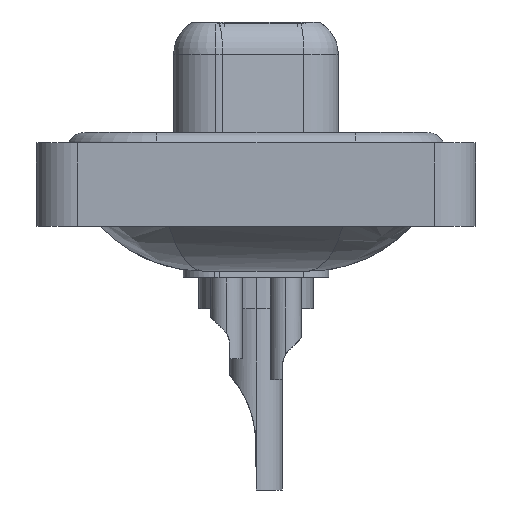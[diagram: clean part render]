
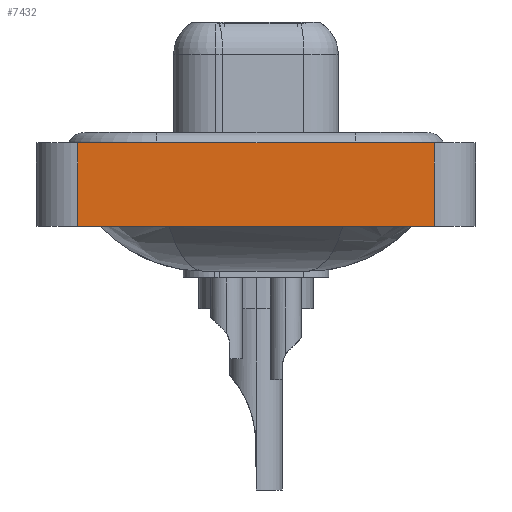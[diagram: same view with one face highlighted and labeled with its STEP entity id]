
A CAD part, left-side view. The second image highlights one B-rep face of the part: STEP entity #7432.
In plain terms, the highlighted planar face has unit normal (-1, 0, 0).
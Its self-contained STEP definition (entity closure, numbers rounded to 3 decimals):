
#762 = CARTESIAN_POINT ( 'NONE',  ( -7.35, 8.55, -3.6 ) ) ;
#1685 = DIRECTION ( 'NONE',  ( 0., 0., 1. ) ) ;
#1812 = LINE ( 'NONE', #22350, #8997 ) ;
#2245 = LINE ( 'NONE', #10484, #22148 ) ;
#2575 = CARTESIAN_POINT ( 'NONE',  ( -7.35, 8.55, 0.4 ) ) ;
#3003 = EDGE_LOOP ( 'NONE', ( #25296, #19523, #21073, #5724 ) ) ;
#4088 = FACE_OUTER_BOUND ( 'NONE', #3003, .T. ) ;
#4223 = PLANE ( 'NONE',  #21036 ) ;
#5155 = CARTESIAN_POINT ( 'NONE',  ( -7.35, -8.55, -3.6 ) ) ;
#5338 = LINE ( 'NONE', #13985, #11398 ) ;
#5724 = ORIENTED_EDGE ( 'NONE', *, *, #17081, .T. ) ;
#6116 = DIRECTION ( 'NONE',  ( -1., 0., 0. ) ) ;
#7432 = ADVANCED_FACE ( 'NONE', ( #4088 ), #4223, .T. ) ;
#8866 = DIRECTION ( 'NONE',  ( 0., 0., 1. ) ) ;
#8997 = VECTOR ( 'NONE', #1685, 1000. ) ;
#9082 = VERTEX_POINT ( 'NONE', #25064 ) ;
#10484 = CARTESIAN_POINT ( 'NONE',  ( -7.35, -8.55, -3.6 ) ) ;
#11398 = VECTOR ( 'NONE', #11436, 1000. ) ;
#11436 = DIRECTION ( 'NONE',  ( 0., -1., 0. ) ) ;
#11775 = VERTEX_POINT ( 'NONE', #5155 ) ;
#13374 = VERTEX_POINT ( 'NONE', #14885 ) ;
#13802 = EDGE_CURVE ( 'NONE', #11775, #9082, #1812, .T. ) ;
#13985 = CARTESIAN_POINT ( 'NONE',  ( -7.35, -8.55, 0.4 ) ) ;
#14885 = CARTESIAN_POINT ( 'NONE',  ( -7.35, 8.55, -3.6 ) ) ;
#14940 = DIRECTION ( 'NONE',  ( 0., -1., 0. ) ) ;
#15199 = EDGE_CURVE ( 'NONE', #13374, #20325, #23181, .T. ) ;
#17081 = EDGE_CURVE ( 'NONE', #13374, #11775, #2245, .T. ) ;
#17711 = EDGE_CURVE ( 'NONE', #20325, #9082, #5338, .T. ) ;
#18434 = CARTESIAN_POINT ( 'NONE',  ( -7.35, -8.55, -3.6 ) ) ;
#19523 = ORIENTED_EDGE ( 'NONE', *, *, #17711, .F. ) ;
#20325 = VERTEX_POINT ( 'NONE', #2575 ) ;
#21036 = AXIS2_PLACEMENT_3D ( 'NONE', #18434, #6116, #24892 ) ;
#21073 = ORIENTED_EDGE ( 'NONE', *, *, #15199, .F. ) ;
#22148 = VECTOR ( 'NONE', #14940, 1000. ) ;
#22350 = CARTESIAN_POINT ( 'NONE',  ( -7.35, -8.55, -3.6 ) ) ;
#23181 = LINE ( 'NONE', #762, #26730 ) ;
#24892 = DIRECTION ( 'NONE',  ( 0., 0., 1. ) ) ;
#25064 = CARTESIAN_POINT ( 'NONE',  ( -7.35, -8.55, 0.4 ) ) ;
#25296 = ORIENTED_EDGE ( 'NONE', *, *, #13802, .T. ) ;
#26730 = VECTOR ( 'NONE', #8866, 1000. ) ;
